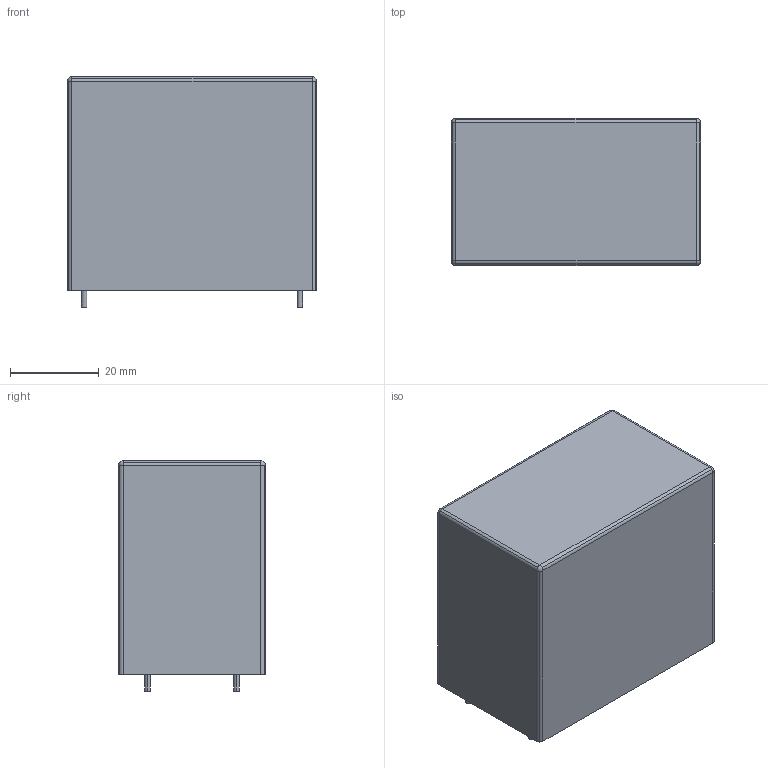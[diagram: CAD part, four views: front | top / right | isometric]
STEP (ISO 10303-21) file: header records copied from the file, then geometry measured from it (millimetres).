
FILE_DESCRIPTION((''),'2;1');
FILE_NAME('CAPRR4850W120L5600T3300H4800Q4.stp','2009-10-13T10:17:16',(''),(''),'Mechanical Desktop 2006','Mechanical Desktop 2006',', , ');
FILE_SCHEMA(('AUTOMOTIVE_DESIGN { 1 2 10303 214 0 1 1 1 }'));
Length unit declared in the file: millimetre
Products named in the file (1): Product
Bounding box: 56 x 33 x 51.8 mm (x, y, z)
Volume: 88642.5 mm3; surface area: 12146.1 mm2
Topology: 5 solids, 5 shells, 42 faces, 88 edges, 52 vertices
Faces by surface type: cylinder 24, plane 14, sphere 4
Entity records: 1148 total; most frequent: DIRECTION 218, CARTESIAN_POINT 179, ORIENTED_EDGE 168, AXIS2_PLACEMENT_3D 91, EDGE_CURVE 84, VERTEX_POINT 52, CIRCLE 48, EDGE_LOOP 42
